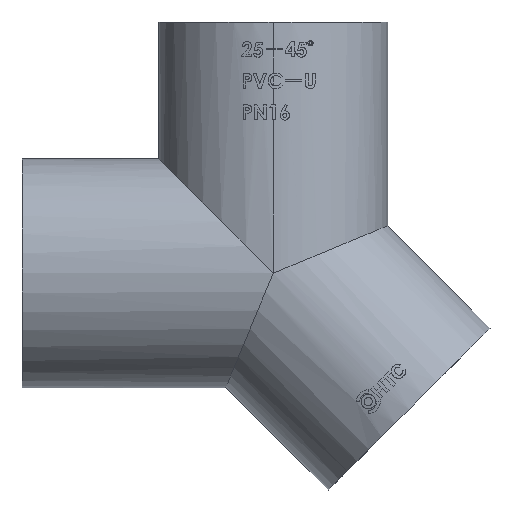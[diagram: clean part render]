
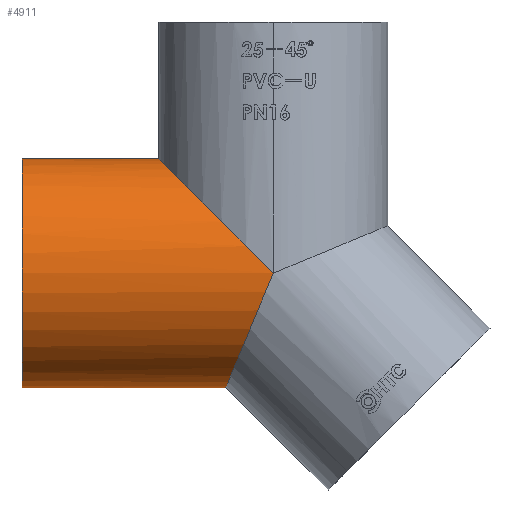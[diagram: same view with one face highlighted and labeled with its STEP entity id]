
A CAD part, left-side view. The second image highlights one B-rep face of the part: STEP entity #4911.
In plain terms, the highlighted cylindrical face has radius 15.5 mm (diameter 31 mm), a partial arc.
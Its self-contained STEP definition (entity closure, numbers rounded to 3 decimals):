
#41 = LINE ( 'NONE', #3470, #958 ) ;
#145 = CIRCLE ( 'NONE', #8947, 15.5 ) ;
#205 = ORIENTED_EDGE ( 'NONE', *, *, #4511, .T. ) ;
#488 = EDGE_CURVE ( 'NONE', #5674, #10823, #6334, .T. ) ;
#511 =( BOUNDED_CURVE ( )  B_SPLINE_CURVE ( 3, ( #5829, #9277, #4251, #11141 ),
 .UNSPECIFIED., .F., .F. ) 
 B_SPLINE_CURVE_WITH_KNOTS ( ( 4, 4 ),
 ( 1.571, 3.142 ),
 .UNSPECIFIED. ) 
 CURVE ( )  GEOMETRIC_REPRESENTATION_ITEM ( )  RATIONAL_B_SPLINE_CURVE ( ( 1., 0.805, 0.805, 1. ) ) 
 REPRESENTATION_ITEM ( '' )  );
#710 = ORIENTED_EDGE ( 'NONE', *, *, #824, .F. ) ;
#824 = EDGE_CURVE ( 'NONE', #1395, #3403, #145, .T. ) ;
#958 = VECTOR ( 'NONE', #10413, 1000. ) ;
#1131 = CARTESIAN_POINT ( 'NONE',  ( -15.5, 3.761, -9.08 ) ) ;
#1395 = VERTEX_POINT ( 'NONE', #10945 ) ;
#1753 = CARTESIAN_POINT ( 'NONE',  ( 0., 34., 0. ) ) ;
#2869 = VERTEX_POINT ( 'NONE', #4995 ) ;
#3403 = VERTEX_POINT ( 'NONE', #7133 ) ;
#3470 = CARTESIAN_POINT ( 'NONE',  ( 0., 34., 15.5 ) ) ;
#4189 = DIRECTION ( 'NONE',  ( 0., 0., 1. ) ) ;
#4251 = CARTESIAN_POINT ( 'NONE',  ( -9.08, 15.5, 15.5 ) ) ;
#4357 = EDGE_LOOP ( 'NONE', ( #4990, #710, #6117, #8636, #205 ) ) ;
#4452 = FACE_OUTER_BOUND ( 'NONE', #4357, .T. ) ;
#4511 = EDGE_CURVE ( 'NONE', #5674, #2869, #511, .T. ) ;
#4727 = DIRECTION ( 'NONE',  ( 0., -1., 0. ) ) ;
#4911 = ADVANCED_FACE ( 'NONE', ( #4452 ), #5407, .T. ) ;
#4915 = CARTESIAN_POINT ( 'NONE',  ( 0., 6.42, -15.5 ) ) ;
#4990 = ORIENTED_EDGE ( 'NONE', *, *, #8326, .F. ) ;
#4995 = CARTESIAN_POINT ( 'NONE',  ( 0., 15.5, 15.5 ) ) ;
#5022 = EDGE_CURVE ( 'NONE', #1395, #10823, #9928, .T. ) ;
#5210 = AXIS2_PLACEMENT_3D ( 'NONE', #1753, #7896, #10445 ) ;
#5407 = CYLINDRICAL_SURFACE ( 'NONE', #5210, 15.5 ) ;
#5674 = VERTEX_POINT ( 'NONE', #10007 ) ;
#5828 = DIRECTION ( 'NONE',  ( 0., 1., 0. ) ) ;
#5829 = CARTESIAN_POINT ( 'NONE',  ( -15.5, 0., 0. ) ) ;
#6117 = ORIENTED_EDGE ( 'NONE', *, *, #5022, .T. ) ;
#6303 = CARTESIAN_POINT ( 'NONE',  ( -15.5, 0., 0. ) ) ;
#6334 =( BOUNDED_CURVE ( )  B_SPLINE_CURVE ( 3, ( #6303, #1131, #7891, #8898 ),
 .UNSPECIFIED., .F., .F. ) 
 B_SPLINE_CURVE_WITH_KNOTS ( ( 4, 4 ),
 ( 1.571, 3.142 ),
 .UNSPECIFIED. ) 
 CURVE ( )  GEOMETRIC_REPRESENTATION_ITEM ( )  RATIONAL_B_SPLINE_CURVE ( ( 1., 0.805, 0.805, 1. ) ) 
 REPRESENTATION_ITEM ( '' )  );
#6727 = CARTESIAN_POINT ( 'NONE',  ( 0., 34., 0. ) ) ;
#7133 = CARTESIAN_POINT ( 'NONE',  ( 0., 34., 15.5 ) ) ;
#7891 = CARTESIAN_POINT ( 'NONE',  ( -9.08, 6.42, -15.5 ) ) ;
#7896 = DIRECTION ( 'NONE',  ( 0., -1., 0. ) ) ;
#8326 = EDGE_CURVE ( 'NONE', #3403, #2869, #41, .T. ) ;
#8636 = ORIENTED_EDGE ( 'NONE', *, *, #488, .F. ) ;
#8898 = CARTESIAN_POINT ( 'NONE',  ( 0., 6.42, -15.5 ) ) ;
#8947 = AXIS2_PLACEMENT_3D ( 'NONE', #6727, #5828, #4189 ) ;
#9172 = VECTOR ( 'NONE', #4727, 1000. ) ;
#9277 = CARTESIAN_POINT ( 'NONE',  ( -15.5, 9.08, 9.08 ) ) ;
#9928 = LINE ( 'NONE', #10776, #9172 ) ;
#10007 = CARTESIAN_POINT ( 'NONE',  ( -15.5, 0., 0. ) ) ;
#10413 = DIRECTION ( 'NONE',  ( 0., -1., 0. ) ) ;
#10445 = DIRECTION ( 'NONE',  ( 0., 0., -1. ) ) ;
#10776 = CARTESIAN_POINT ( 'NONE',  ( 0., 34., -15.5 ) ) ;
#10823 = VERTEX_POINT ( 'NONE', #4915 ) ;
#10945 = CARTESIAN_POINT ( 'NONE',  ( 0., 34., -15.5 ) ) ;
#11141 = CARTESIAN_POINT ( 'NONE',  ( 0., 15.5, 15.5 ) ) ;
